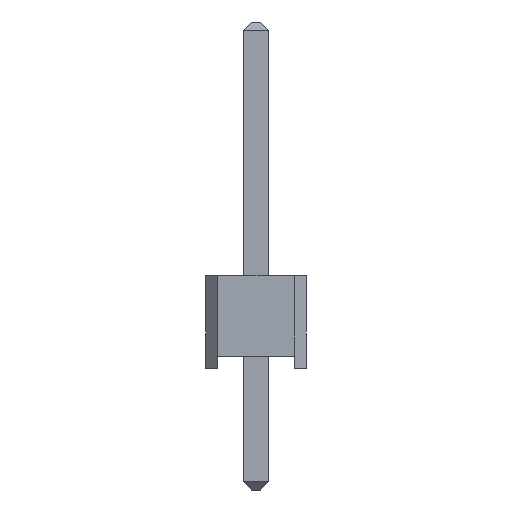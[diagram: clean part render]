
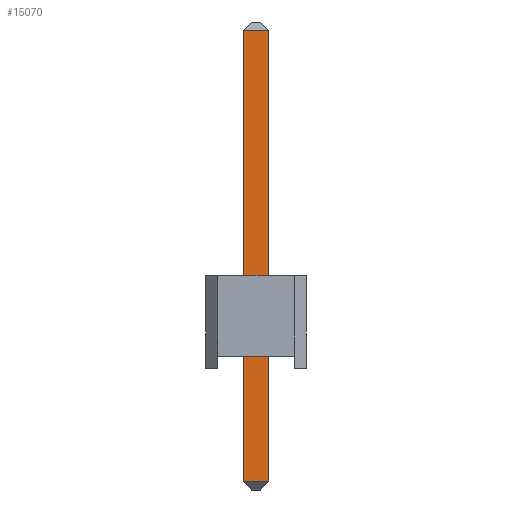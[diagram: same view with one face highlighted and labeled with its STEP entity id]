
A CAD part, left-side view. The second image highlights one B-rep face of the part: STEP entity #15070.
In plain terms, the highlighted planar face has unit normal (-1, 0, 0).
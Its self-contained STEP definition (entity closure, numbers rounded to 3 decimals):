
#14717 = PLANE('',#14718);
#14718 = AXIS2_PLACEMENT_3D('',#14719,#14720,#14721);
#14719 = CARTESIAN_POINT('',(-0.32,0.32,-3.));
#14720 = DIRECTION('',(-0.,1.,0.));
#14721 = DIRECTION('',(0.,0.,1.));
#14742 = VERTEX_POINT('',#14743);
#14743 = CARTESIAN_POINT('',(-0.32,0.32,-2.8));
#14769 = EDGE_CURVE('',#14742,#14770,#14772,.T.);
#14770 = VERTEX_POINT('',#14771);
#14771 = CARTESIAN_POINT('',(-0.32,0.32,8.34));
#14772 = SURFACE_CURVE('',#14773,(#14777,#14784),.PCURVE_S1.);
#14773 = LINE('',#14774,#14775);
#14774 = CARTESIAN_POINT('',(-0.32,0.32,-3.));
#14775 = VECTOR('',#14776,1.);
#14776 = DIRECTION('',(0.,-0.,1.));
#14777 = PCURVE('',#14717,#14778);
#14778 = DEFINITIONAL_REPRESENTATION('',(#14779),#14783);
#14779 = LINE('',#14780,#14781);
#14780 = CARTESIAN_POINT('',(0.,0.));
#14781 = VECTOR('',#14782,1.);
#14782 = DIRECTION('',(1.,0.));
#14783 = ( GEOMETRIC_REPRESENTATION_CONTEXT(2) 
PARAMETRIC_REPRESENTATION_CONTEXT() REPRESENTATION_CONTEXT('2D SPACE',''
  ) );
#14784 = PCURVE('',#14785,#14790);
#14785 = PLANE('',#14786);
#14786 = AXIS2_PLACEMENT_3D('',#14787,#14788,#14789);
#14787 = CARTESIAN_POINT('',(-0.32,-0.32,-3.));
#14788 = DIRECTION('',(-1.,0.,0.));
#14789 = DIRECTION('',(0.,0.,1.));
#14790 = DEFINITIONAL_REPRESENTATION('',(#14791),#14795);
#14791 = LINE('',#14792,#14793);
#14792 = CARTESIAN_POINT('',(0.,0.64));
#14793 = VECTOR('',#14794,1.);
#14794 = DIRECTION('',(1.,0.));
#14795 = ( GEOMETRIC_REPRESENTATION_CONTEXT(2) 
PARAMETRIC_REPRESENTATION_CONTEXT() REPRESENTATION_CONTEXT('2D SPACE',''
  ) );
#14897 = PLANE('',#14898);
#14898 = AXIS2_PLACEMENT_3D('',#14899,#14900,#14901);
#14899 = CARTESIAN_POINT('',(-0.22,-0.32,-2.9));
#14900 = DIRECTION('',(0.707,0.,0.707));
#14901 = DIRECTION('',(0.707,0.,-0.707));
#14930 = PLANE('',#14931);
#14931 = AXIS2_PLACEMENT_3D('',#14932,#14933,#14934);
#14932 = CARTESIAN_POINT('',(0.32,-0.32,-3.));
#14933 = DIRECTION('',(0.,-1.,0.));
#14934 = DIRECTION('',(0.,-0.,-1.));
#15010 = PLANE('',#15011);
#15011 = AXIS2_PLACEMENT_3D('',#15012,#15013,#15014);
#15012 = CARTESIAN_POINT('',(-0.22,-0.32,8.44));
#15013 = DIRECTION('',(-0.707,0.,0.707));
#15014 = DIRECTION('',(0.707,0.,0.707));
#15070 = ADVANCED_FACE('',(#15071),#14785,.T.);
#15071 = FACE_BOUND('',#15072,.T.);
#15072 = EDGE_LOOP('',(#15073,#15074,#15097,#15120));
#15073 = ORIENTED_EDGE('',*,*,#14769,.F.);
#15074 = ORIENTED_EDGE('',*,*,#15075,.T.);
#15075 = EDGE_CURVE('',#14742,#15076,#15078,.T.);
#15076 = VERTEX_POINT('',#15077);
#15077 = CARTESIAN_POINT('',(-0.32,-0.32,-2.8));
#15078 = SURFACE_CURVE('',#15079,(#15083,#15090),.PCURVE_S1.);
#15079 = LINE('',#15080,#15081);
#15080 = CARTESIAN_POINT('',(-0.32,-0.32,-2.8));
#15081 = VECTOR('',#15082,1.);
#15082 = DIRECTION('',(-0.,-1.,0.));
#15083 = PCURVE('',#14785,#15084);
#15084 = DEFINITIONAL_REPRESENTATION('',(#15085),#15089);
#15085 = LINE('',#15086,#15087);
#15086 = CARTESIAN_POINT('',(0.2,0.));
#15087 = VECTOR('',#15088,1.);
#15088 = DIRECTION('',(0.,-1.));
#15089 = ( GEOMETRIC_REPRESENTATION_CONTEXT(2) 
PARAMETRIC_REPRESENTATION_CONTEXT() REPRESENTATION_CONTEXT('2D SPACE',''
  ) );
#15090 = PCURVE('',#14897,#15091);
#15091 = DEFINITIONAL_REPRESENTATION('',(#15092),#15096);
#15092 = LINE('',#15093,#15094);
#15093 = CARTESIAN_POINT('',(-0.141,0.));
#15094 = VECTOR('',#15095,1.);
#15095 = DIRECTION('',(-0.,-1.));
#15096 = ( GEOMETRIC_REPRESENTATION_CONTEXT(2) 
PARAMETRIC_REPRESENTATION_CONTEXT() REPRESENTATION_CONTEXT('2D SPACE',''
  ) );
#15097 = ORIENTED_EDGE('',*,*,#15098,.T.);
#15098 = EDGE_CURVE('',#15076,#15099,#15101,.T.);
#15099 = VERTEX_POINT('',#15100);
#15100 = CARTESIAN_POINT('',(-0.32,-0.32,8.34));
#15101 = SURFACE_CURVE('',#15102,(#15106,#15113),.PCURVE_S1.);
#15102 = LINE('',#15103,#15104);
#15103 = CARTESIAN_POINT('',(-0.32,-0.32,-3.));
#15104 = VECTOR('',#15105,1.);
#15105 = DIRECTION('',(0.,0.,1.));
#15106 = PCURVE('',#14785,#15107);
#15107 = DEFINITIONAL_REPRESENTATION('',(#15108),#15112);
#15108 = LINE('',#15109,#15110);
#15109 = CARTESIAN_POINT('',(0.,0.));
#15110 = VECTOR('',#15111,1.);
#15111 = DIRECTION('',(1.,0.));
#15112 = ( GEOMETRIC_REPRESENTATION_CONTEXT(2) 
PARAMETRIC_REPRESENTATION_CONTEXT() REPRESENTATION_CONTEXT('2D SPACE',''
  ) );
#15113 = PCURVE('',#14930,#15114);
#15114 = DEFINITIONAL_REPRESENTATION('',(#15115),#15119);
#15115 = LINE('',#15116,#15117);
#15116 = CARTESIAN_POINT('',(-0.,-0.64));
#15117 = VECTOR('',#15118,1.);
#15118 = DIRECTION('',(-1.,0.));
#15119 = ( GEOMETRIC_REPRESENTATION_CONTEXT(2) 
PARAMETRIC_REPRESENTATION_CONTEXT() REPRESENTATION_CONTEXT('2D SPACE',''
  ) );
#15120 = ORIENTED_EDGE('',*,*,#15121,.T.);
#15121 = EDGE_CURVE('',#15099,#14770,#15122,.T.);
#15122 = SURFACE_CURVE('',#15123,(#15127,#15134),.PCURVE_S1.);
#15123 = LINE('',#15124,#15125);
#15124 = CARTESIAN_POINT('',(-0.32,-0.32,8.34));
#15125 = VECTOR('',#15126,1.);
#15126 = DIRECTION('',(0.,1.,-0.));
#15127 = PCURVE('',#14785,#15128);
#15128 = DEFINITIONAL_REPRESENTATION('',(#15129),#15133);
#15129 = LINE('',#15130,#15131);
#15130 = CARTESIAN_POINT('',(11.34,0.));
#15131 = VECTOR('',#15132,1.);
#15132 = DIRECTION('',(0.,1.));
#15133 = ( GEOMETRIC_REPRESENTATION_CONTEXT(2) 
PARAMETRIC_REPRESENTATION_CONTEXT() REPRESENTATION_CONTEXT('2D SPACE',''
  ) );
#15134 = PCURVE('',#15010,#15135);
#15135 = DEFINITIONAL_REPRESENTATION('',(#15136),#15140);
#15136 = LINE('',#15137,#15138);
#15137 = CARTESIAN_POINT('',(-0.141,0.));
#15138 = VECTOR('',#15139,1.);
#15139 = DIRECTION('',(0.,1.));
#15140 = ( GEOMETRIC_REPRESENTATION_CONTEXT(2) 
PARAMETRIC_REPRESENTATION_CONTEXT() REPRESENTATION_CONTEXT('2D SPACE',''
  ) );
